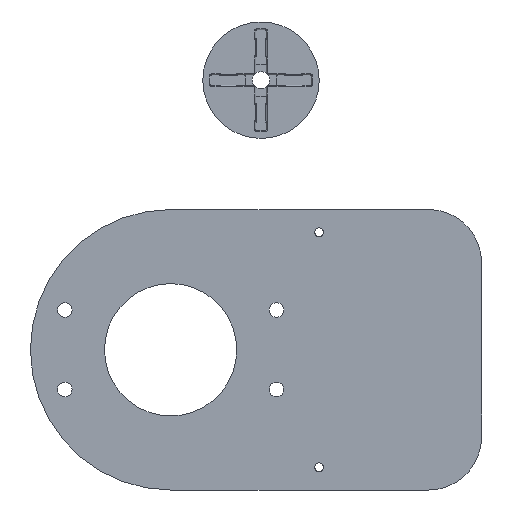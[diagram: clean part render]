
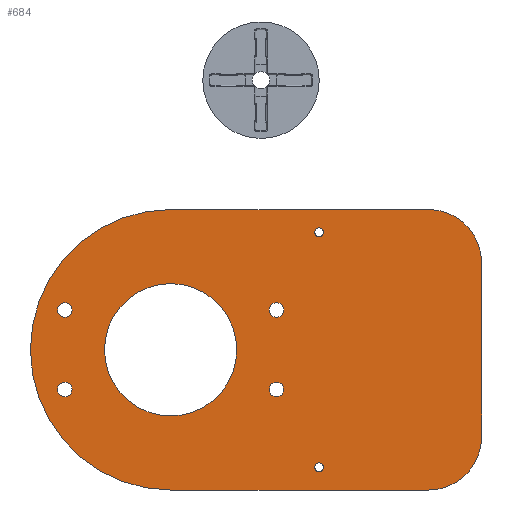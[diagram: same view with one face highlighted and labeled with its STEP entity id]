
A CAD part, front view. The second image highlights one B-rep face of the part: STEP entity #684.
In plain terms, the highlighted planar face has unit normal (0, -1, 0).
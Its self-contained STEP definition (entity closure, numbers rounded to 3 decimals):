
#66=CARTESIAN_POINT('',(65.25,0.,33.));
#67=DIRECTION('',(0.,1.,0.));
#68=DIRECTION('',(0.,0.,1.));
#69=AXIS2_PLACEMENT_3D('',#66,#67,#68);
#75=CARTESIAN_POINT('',(65.25,0.,-33.));
#76=DIRECTION('',(0.,1.,0.));
#77=DIRECTION('',(1.,0.,0.));
#78=AXIS2_PLACEMENT_3D('',#75,#76,#77);
#83=CARTESIAN_POINT('',(-32.25,0.,0.));
#84=DIRECTION('',(0.,1.,0.));
#85=DIRECTION('',(0.,0.,-1.));
#86=AXIS2_PLACEMENT_3D('',#83,#84,#85);
#91=CARTESIAN_POINT('',(-32.25,0.,0.));
#92=DIRECTION('',(0.,1.,0.));
#93=DIRECTION('',(-1.,0.,0.));
#94=AXIS2_PLACEMENT_3D('',#91,#92,#93);
#99=CARTESIAN_POINT('',(-72.25,0.,-15.));
#100=DIRECTION('',(0.,-1.,0.));
#101=DIRECTION('',(-1.,0.,0.));
#102=AXIS2_PLACEMENT_3D('',#99,#100,#101);
#107=CARTESIAN_POINT('',(-72.25,0.,-15.));
#108=DIRECTION('',(0.,-1.,0.));
#109=DIRECTION('',(1.,0.,0.));
#110=AXIS2_PLACEMENT_3D('',#107,#108,#109);
#115=CARTESIAN_POINT('',(7.75,0.,-15.));
#116=DIRECTION('',(0.,-1.,0.));
#117=DIRECTION('',(-1.,0.,0.));
#118=AXIS2_PLACEMENT_3D('',#115,#116,#117);
#123=CARTESIAN_POINT('',(7.75,0.,-15.));
#124=DIRECTION('',(0.,-1.,0.));
#125=DIRECTION('',(1.,0.,0.));
#126=AXIS2_PLACEMENT_3D('',#123,#124,#125);
#131=CARTESIAN_POINT('',(-72.25,0.,15.));
#132=DIRECTION('',(0.,-1.,0.));
#133=DIRECTION('',(-1.,0.,0.));
#134=AXIS2_PLACEMENT_3D('',#131,#132,#133);
#139=CARTESIAN_POINT('',(-72.25,0.,15.));
#140=DIRECTION('',(0.,-1.,0.));
#141=DIRECTION('',(1.,0.,0.));
#142=AXIS2_PLACEMENT_3D('',#139,#140,#141);
#147=CARTESIAN_POINT('',(7.75,0.,15.));
#148=DIRECTION('',(0.,-1.,0.));
#149=DIRECTION('',(-1.,0.,0.));
#150=AXIS2_PLACEMENT_3D('',#147,#148,#149);
#155=CARTESIAN_POINT('',(7.75,0.,15.));
#156=DIRECTION('',(0.,-1.,0.));
#157=DIRECTION('',(1.,0.,0.));
#158=AXIS2_PLACEMENT_3D('',#155,#156,#157);
#163=CARTESIAN_POINT('',(-32.25,0.,0.));
#164=DIRECTION('',(0.,-1.,0.));
#165=DIRECTION('',(-1.,0.,0.));
#166=AXIS2_PLACEMENT_3D('',#163,#164,#165);
#171=CARTESIAN_POINT('',(-32.25,0.,0.));
#172=DIRECTION('',(0.,-1.,0.));
#173=DIRECTION('',(1.,0.,0.));
#174=AXIS2_PLACEMENT_3D('',#171,#172,#173);
#179=CARTESIAN_POINT('',(23.85,0.,-44.4));
#180=DIRECTION('',(0.,-1.,0.));
#181=DIRECTION('',(-1.,0.,0.));
#182=AXIS2_PLACEMENT_3D('',#179,#180,#181);
#187=CARTESIAN_POINT('',(23.85,0.,-44.4));
#188=DIRECTION('',(0.,-1.,0.));
#189=DIRECTION('',(1.,0.,0.));
#190=AXIS2_PLACEMENT_3D('',#187,#188,#189);
#195=CARTESIAN_POINT('',(23.85,0.,44.4));
#196=DIRECTION('',(0.,-1.,0.));
#197=DIRECTION('',(1.,0.,0.));
#198=AXIS2_PLACEMENT_3D('',#195,#196,#197);
#203=CARTESIAN_POINT('',(23.85,0.,44.4));
#204=DIRECTION('',(0.,-1.,0.));
#205=DIRECTION('',(-1.,0.,0.));
#206=AXIS2_PLACEMENT_3D('',#203,#204,#205);
#225=DIRECTION('',(-1.,0.,0.));
#226=VECTOR('',#225,97.5);
#227=CARTESIAN_POINT('',(65.25,0.,53.));
#228=LINE('',#227,#226);
#246=DIRECTION('',(1.,0.,0.));
#247=VECTOR('',#246,97.5);
#248=CARTESIAN_POINT('',(-32.25,0.,-53.));
#249=LINE('',#248,#247);
#267=DIRECTION('',(0.,0.,1.));
#268=VECTOR('',#267,66.);
#269=CARTESIAN_POINT('',(85.25,0.,-33.));
#270=LINE('',#269,#268);
#537=CARTESIAN_POINT('',(65.25,0.,53.));
#538=CARTESIAN_POINT('',(85.25,0.,33.));
#539=VERTEX_POINT('',#537);
#540=VERTEX_POINT('',#538);
#541=CARTESIAN_POINT('',(85.25,0.,-33.));
#542=VERTEX_POINT('',#541);
#543=CARTESIAN_POINT('',(65.25,0.,-53.));
#544=VERTEX_POINT('',#543);
#545=CARTESIAN_POINT('',(-32.25,0.,-53.));
#546=VERTEX_POINT('',#545);
#547=CARTESIAN_POINT('',(-85.25,0.,0.));
#548=VERTEX_POINT('',#547);
#549=CARTESIAN_POINT('',(-32.25,0.,53.));
#550=VERTEX_POINT('',#549);
#551=CARTESIAN_POINT('',(-75.,0.,-15.));
#552=CARTESIAN_POINT('',(-69.5,0.,-15.));
#553=VERTEX_POINT('',#551);
#554=VERTEX_POINT('',#552);
#555=CARTESIAN_POINT('',(5.,0.,-15.));
#556=CARTESIAN_POINT('',(10.5,0.,-15.));
#557=VERTEX_POINT('',#555);
#558=VERTEX_POINT('',#556);
#559=CARTESIAN_POINT('',(-75.,0.,15.));
#560=CARTESIAN_POINT('',(-69.5,0.,15.));
#561=VERTEX_POINT('',#559);
#562=VERTEX_POINT('',#560);
#563=CARTESIAN_POINT('',(5.,0.,15.));
#564=CARTESIAN_POINT('',(10.5,0.,15.));
#565=VERTEX_POINT('',#563);
#566=VERTEX_POINT('',#564);
#567=CARTESIAN_POINT('',(-57.25,0.,0.));
#568=CARTESIAN_POINT('',(-7.25,0.,0.));
#569=VERTEX_POINT('',#567);
#570=VERTEX_POINT('',#568);
#571=CARTESIAN_POINT('',(22.2,0.,-44.4));
#572=CARTESIAN_POINT('',(25.5,0.,-44.4));
#573=VERTEX_POINT('',#571);
#574=VERTEX_POINT('',#572);
#575=CARTESIAN_POINT('',(25.5,0.,44.4));
#576=CARTESIAN_POINT('',(22.2,0.,44.4));
#577=VERTEX_POINT('',#575);
#578=VERTEX_POINT('',#576);
#621=CARTESIAN_POINT('',(0.,0.,0.));
#622=DIRECTION('',(0.,1.,0.));
#623=DIRECTION('',(1.,0.,0.));
#624=AXIS2_PLACEMENT_3D('',#621,#622,#623);
#625=PLANE('',#624);
#627=ORIENTED_EDGE('',*,*,#626,.T.);
#629=ORIENTED_EDGE('',*,*,#628,.F.);
#631=ORIENTED_EDGE('',*,*,#630,.T.);
#633=ORIENTED_EDGE('',*,*,#632,.F.);
#635=ORIENTED_EDGE('',*,*,#634,.T.);
#637=ORIENTED_EDGE('',*,*,#636,.T.);
#639=ORIENTED_EDGE('',*,*,#638,.F.);
#640=EDGE_LOOP('',(#627,#629,#631,#633,#635,#637,#639));
#641=FACE_OUTER_BOUND('',#640,.F.);
#643=ORIENTED_EDGE('',*,*,#642,.T.);
#645=ORIENTED_EDGE('',*,*,#644,.T.);
#646=EDGE_LOOP('',(#643,#645));
#647=FACE_BOUND('',#646,.F.);
#649=ORIENTED_EDGE('',*,*,#648,.T.);
#651=ORIENTED_EDGE('',*,*,#650,.T.);
#652=EDGE_LOOP('',(#649,#651));
#653=FACE_BOUND('',#652,.F.);
#655=ORIENTED_EDGE('',*,*,#654,.T.);
#657=ORIENTED_EDGE('',*,*,#656,.T.);
#658=EDGE_LOOP('',(#655,#657));
#659=FACE_BOUND('',#658,.F.);
#661=ORIENTED_EDGE('',*,*,#660,.T.);
#663=ORIENTED_EDGE('',*,*,#662,.T.);
#664=EDGE_LOOP('',(#661,#663));
#665=FACE_BOUND('',#664,.F.);
#667=ORIENTED_EDGE('',*,*,#666,.T.);
#669=ORIENTED_EDGE('',*,*,#668,.T.);
#670=EDGE_LOOP('',(#667,#669));
#671=FACE_BOUND('',#670,.F.);
#673=ORIENTED_EDGE('',*,*,#672,.T.);
#675=ORIENTED_EDGE('',*,*,#674,.T.);
#676=EDGE_LOOP('',(#673,#675));
#677=FACE_BOUND('',#676,.F.);
#679=ORIENTED_EDGE('',*,*,#678,.T.);
#681=ORIENTED_EDGE('',*,*,#680,.T.);
#682=EDGE_LOOP('',(#679,#681));
#683=FACE_BOUND('',#682,.F.);
#684=ADVANCED_FACE('',(#641,#647,#653,#659,#665,#671,#677,#683),#625,.F.);
#70=CIRCLE('',#69,20.);
#79=CIRCLE('',#78,20.);
#87=CIRCLE('',#86,53.);
#95=CIRCLE('',#94,53.);
#103=CIRCLE('',#102,2.75);
#111=CIRCLE('',#110,2.75);
#119=CIRCLE('',#118,2.75);
#127=CIRCLE('',#126,2.75);
#135=CIRCLE('',#134,2.75);
#143=CIRCLE('',#142,2.75);
#151=CIRCLE('',#150,2.75);
#159=CIRCLE('',#158,2.75);
#167=CIRCLE('',#166,25.);
#175=CIRCLE('',#174,25.);
#183=CIRCLE('',#182,1.65);
#191=CIRCLE('',#190,1.65);
#199=CIRCLE('',#198,1.65);
#207=CIRCLE('',#206,1.65);
#626=EDGE_CURVE('',#539,#540,#70,.T.);
#628=EDGE_CURVE('',#542,#540,#270,.T.);
#630=EDGE_CURVE('',#542,#544,#79,.T.);
#632=EDGE_CURVE('',#546,#544,#249,.T.);
#634=EDGE_CURVE('',#546,#548,#87,.T.);
#636=EDGE_CURVE('',#548,#550,#95,.T.);
#638=EDGE_CURVE('',#539,#550,#228,.T.);
#642=EDGE_CURVE('',#553,#554,#103,.T.);
#644=EDGE_CURVE('',#554,#553,#111,.T.);
#648=EDGE_CURVE('',#557,#558,#119,.T.);
#650=EDGE_CURVE('',#558,#557,#127,.T.);
#654=EDGE_CURVE('',#561,#562,#135,.T.);
#656=EDGE_CURVE('',#562,#561,#143,.T.);
#660=EDGE_CURVE('',#565,#566,#151,.T.);
#662=EDGE_CURVE('',#566,#565,#159,.T.);
#666=EDGE_CURVE('',#569,#570,#167,.T.);
#668=EDGE_CURVE('',#570,#569,#175,.T.);
#672=EDGE_CURVE('',#573,#574,#183,.T.);
#674=EDGE_CURVE('',#574,#573,#191,.T.);
#678=EDGE_CURVE('',#577,#578,#199,.T.);
#680=EDGE_CURVE('',#578,#577,#207,.T.);
